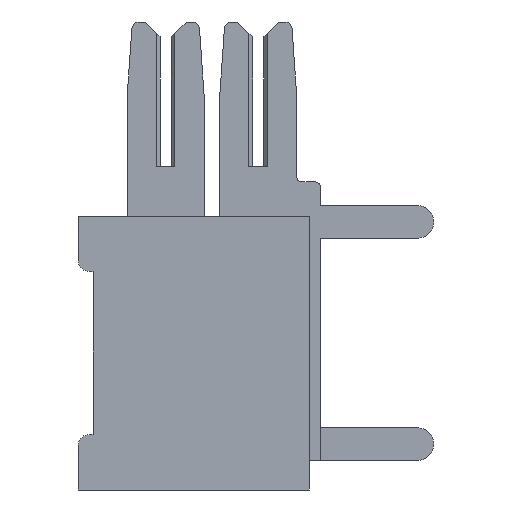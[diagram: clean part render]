
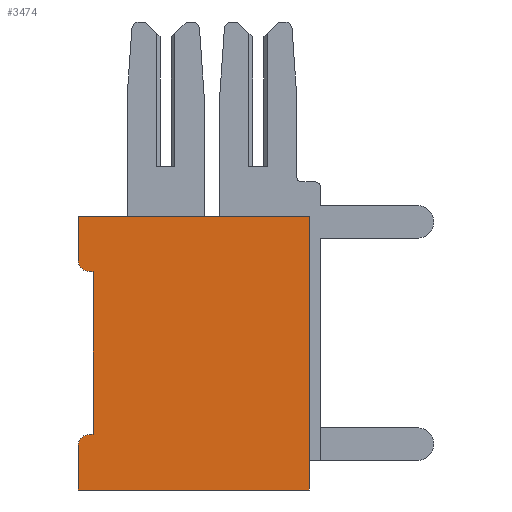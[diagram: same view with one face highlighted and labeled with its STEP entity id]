
A CAD part, left-side view. The second image highlights one B-rep face of the part: STEP entity #3474.
In plain terms, the highlighted planar face has unit normal (-1, 0, 0).
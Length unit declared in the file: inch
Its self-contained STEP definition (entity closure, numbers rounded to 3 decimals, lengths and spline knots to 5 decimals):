
#185 = DIRECTION ( 'NONE',  ( 0., 0., 1. ) ) ;
#272 = ORIENTED_EDGE ( 'NONE', *, *, #4206, .F. ) ;
#275 = ORIENTED_EDGE ( 'NONE', *, *, #3547, .F. ) ;
#406 = DIRECTION ( 'NONE',  ( 0., -1., 0. ) ) ;
#410 = VERTEX_POINT ( 'NONE', #4424 ) ;
#640 = DIRECTION ( 'NONE',  ( -1., 0., 0. ) ) ;
#877 = CARTESIAN_POINT ( 'NONE',  ( 0., 0.312, -0.37 ) ) ;
#1015 = CARTESIAN_POINT ( 'NONE',  ( 0., 0.292, -0.295 ) ) ;
#1184 = VERTEX_POINT ( 'NONE', #1283 ) ;
#1238 = LINE ( 'NONE', #7423, #6974 ) ;
#1283 = CARTESIAN_POINT ( 'NONE',  ( 0., 0.292, -0.075 ) ) ;
#1308 = CARTESIAN_POINT ( 'NONE',  ( 0., 0.297, -0.075 ) ) ;
#1381 = AXIS2_PLACEMENT_3D ( 'NONE', #4806, #1755, #2340 ) ;
#1406 = VERTEX_POINT ( 'NONE', #1015 ) ;
#1441 = CARTESIAN_POINT ( 'NONE',  ( 0., 0., -0.37 ) ) ;
#1445 = DIRECTION ( 'NONE',  ( 0., 0., 1. ) ) ;
#1457 = EDGE_CURVE ( 'NONE', #4626, #2131, #2110, .T. ) ;
#1476 = ORIENTED_EDGE ( 'NONE', *, *, #2798, .T. ) ;
#1603 = ORIENTED_EDGE ( 'NONE', *, *, #6520, .F. ) ;
#1710 = EDGE_LOOP ( 'NONE', ( #5325, #2984, #4525, #272, #275, #1476, #1603, #3010, #3931, #6840 ) ) ;
#1713 = CARTESIAN_POINT ( 'NONE',  ( 0., 0.312, -0.06 ) ) ;
#1755 = DIRECTION ( 'NONE',  ( -1., 0., 0. ) ) ;
#1890 = CARTESIAN_POINT ( 'NONE',  ( 0., 0., 0. ) ) ;
#2021 = DIRECTION ( 'NONE',  ( -1., 0., 0. ) ) ;
#2031 = CIRCLE ( 'NONE', #4959, 0.015 ) ;
#2110 = LINE ( 'NONE', #2921, #5279 ) ;
#2131 = VERTEX_POINT ( 'NONE', #1890 ) ;
#2270 = FACE_OUTER_BOUND ( 'NONE', #1710, .T. ) ;
#2340 = DIRECTION ( 'NONE',  ( 0., 0., 1. ) ) ;
#2376 = CARTESIAN_POINT ( 'NONE',  ( 0., 0., -0.37 ) ) ;
#2442 = CARTESIAN_POINT ( 'NONE',  ( 0., 0.312, -0.31 ) ) ;
#2516 = CARTESIAN_POINT ( 'NONE',  ( 0., 0., -0.37 ) ) ;
#2569 = CARTESIAN_POINT ( 'NONE',  ( 0., 0.297, -0.06 ) ) ;
#2611 = CARTESIAN_POINT ( 'NONE',  ( 0., 0.292, -0.295 ) ) ;
#2613 = VERTEX_POINT ( 'NONE', #2376 ) ;
#2648 = DIRECTION ( 'NONE',  ( 0., 0., 1. ) ) ;
#2798 = EDGE_CURVE ( 'NONE', #5344, #3429, #7652, .T. ) ;
#2856 = LINE ( 'NONE', #7082, #3052 ) ;
#2921 = CARTESIAN_POINT ( 'NONE',  ( 0., 0., 0. ) ) ;
#2984 = ORIENTED_EDGE ( 'NONE', *, *, #5198, .T. ) ;
#3010 = ORIENTED_EDGE ( 'NONE', *, *, #5307, .T. ) ;
#3030 = EDGE_CURVE ( 'NONE', #2613, #2131, #6880, .T. ) ;
#3052 = VECTOR ( 'NONE', #3955, 39.37008 ) ;
#3125 = CARTESIAN_POINT ( 'NONE',  ( 0., 0.312, 0. ) ) ;
#3332 = CARTESIAN_POINT ( 'NONE',  ( 0., 0., -0.37 ) ) ;
#3429 = VERTEX_POINT ( 'NONE', #2442 ) ;
#3474 = ADVANCED_FACE ( 'NONE', ( #2270 ), #6730, .T. ) ;
#3547 = EDGE_CURVE ( 'NONE', #5344, #1406, #1238, .T. ) ;
#3838 = AXIS2_PLACEMENT_3D ( 'NONE', #2516, #640, #6157 ) ;
#3931 = ORIENTED_EDGE ( 'NONE', *, *, #3030, .T. ) ;
#3955 = DIRECTION ( 'NONE',  ( 0., 1., 0. ) ) ;
#4170 = LINE ( 'NONE', #877, #4834 ) ;
#4206 = EDGE_CURVE ( 'NONE', #1406, #1184, #6273, .T. ) ;
#4228 = VECTOR ( 'NONE', #2648, 39.37008 ) ;
#4424 = CARTESIAN_POINT ( 'NONE',  ( 0., 0.312, -0.37 ) ) ;
#4427 = LINE ( 'NONE', #3332, #7291 ) ;
#4525 = ORIENTED_EDGE ( 'NONE', *, *, #5802, .F. ) ;
#4626 = VERTEX_POINT ( 'NONE', #3125 ) ;
#4642 = VERTEX_POINT ( 'NONE', #1308 ) ;
#4806 = CARTESIAN_POINT ( 'NONE',  ( 0., 0.297, -0.31 ) ) ;
#4834 = VECTOR ( 'NONE', #185, 39.37008 ) ;
#4959 = AXIS2_PLACEMENT_3D ( 'NONE', #2569, #2021, #1445 ) ;
#4997 = DIRECTION ( 'NONE',  ( 0., -1., 0. ) ) ;
#5082 = CARTESIAN_POINT ( 'NONE',  ( 0., 0.312, -0.37 ) ) ;
#5198 = EDGE_CURVE ( 'NONE', #6072, #4642, #2031, .T. ) ;
#5279 = VECTOR ( 'NONE', #7293, 39.37008 ) ;
#5307 = EDGE_CURVE ( 'NONE', #410, #2613, #4427, .T. ) ;
#5325 = ORIENTED_EDGE ( 'NONE', *, *, #7710, .F. ) ;
#5344 = VERTEX_POINT ( 'NONE', #7595 ) ;
#5537 = VECTOR ( 'NONE', #6343, 39.37008 ) ;
#5802 = EDGE_CURVE ( 'NONE', #1184, #4642, #2856, .T. ) ;
#6072 = VERTEX_POINT ( 'NONE', #1713 ) ;
#6157 = DIRECTION ( 'NONE',  ( 0., 0., 1. ) ) ;
#6236 = DIRECTION ( 'NONE',  ( 0., 0., 1. ) ) ;
#6273 = LINE ( 'NONE', #2611, #6580 ) ;
#6343 = DIRECTION ( 'NONE',  ( 0., 0., 1. ) ) ;
#6520 = EDGE_CURVE ( 'NONE', #410, #3429, #7290, .T. ) ;
#6580 = VECTOR ( 'NONE', #6236, 39.37008 ) ;
#6730 = PLANE ( 'NONE',  #3838 ) ;
#6840 = ORIENTED_EDGE ( 'NONE', *, *, #1457, .F. ) ;
#6880 = LINE ( 'NONE', #1441, #5537 ) ;
#6974 = VECTOR ( 'NONE', #4997, 39.37008 ) ;
#7082 = CARTESIAN_POINT ( 'NONE',  ( 0., 0.312, -0.075 ) ) ;
#7290 = LINE ( 'NONE', #5082, #4228 ) ;
#7291 = VECTOR ( 'NONE', #406, 39.37008 ) ;
#7293 = DIRECTION ( 'NONE',  ( 0., -1., 0. ) ) ;
#7423 = CARTESIAN_POINT ( 'NONE',  ( 0., 0.312, -0.295 ) ) ;
#7595 = CARTESIAN_POINT ( 'NONE',  ( 0., 0.297, -0.295 ) ) ;
#7652 = CIRCLE ( 'NONE', #1381, 0.015 ) ;
#7710 = EDGE_CURVE ( 'NONE', #6072, #4626, #4170, .T. ) ;
